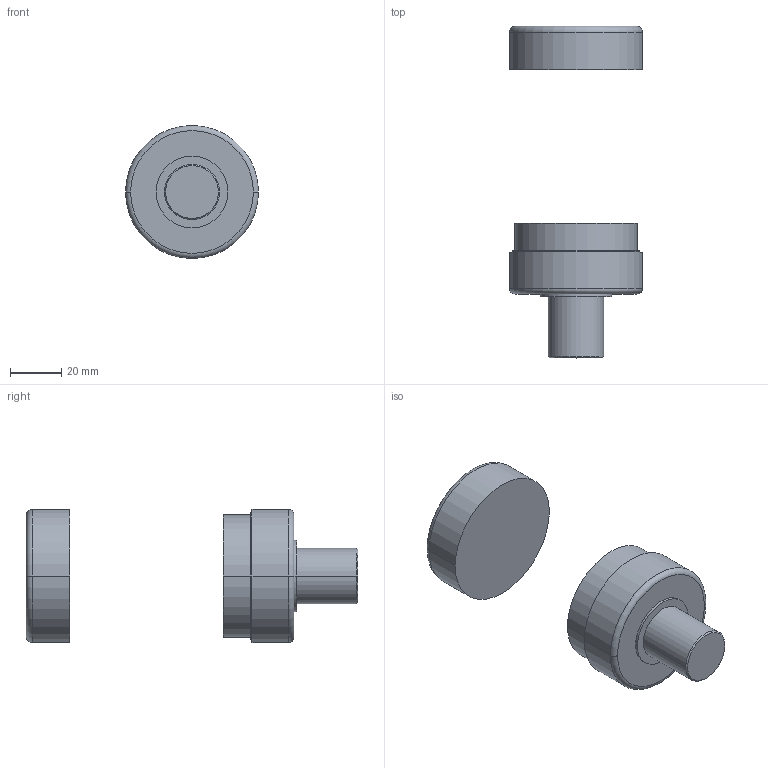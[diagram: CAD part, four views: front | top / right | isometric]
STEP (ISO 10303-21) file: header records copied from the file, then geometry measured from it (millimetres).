
FILE_DESCRIPTION(('STEP AP214'),'1');
FILE_NAME('cctmp_5F9BBCC7-E99D-4730-814A-A31BE65C761C_2023_07_24_21_31_57_0456..stp','2023-07-24T19:31:58',('SIEMENS A&D'),('CADClick - www.CADClick.com'),'Spatial InterOp 3D postprocessed',' ','unknown authorization');
FILE_SCHEMA(('AUTOMOTIVE_DESIGN'));
Length unit declared in the file: millimetre
Products named in the file (3): cc_unnamed; 2023_07_24_21_31_57_0409; 2023_07_24_21_31_57_0405
Assembly tree (2 placements, depth 2):
  cc_unnamed
    2023_07_24_21_31_57_0409
    2023_07_24_21_31_57_0405
Bounding box: 52 x 129.7 x 52 mm (x, y, z)
Volume: 99114.8 mm3; surface area: 18299.5 mm2
Topology: 2 solids, 2 shells, 390 faces, 1038 edges, 690 vertices
Faces by surface type: bspline 181, plane 175, cylinder 28, torus 4, cone 2
Entity records: 18306 total; most frequent: CARTESIAN_POINT 8518, ORIENTED_EDGE 2076, DIRECTION 1166, EDGE_CURVE 1038, VERTEX_POINT 690, LINE 610, VECTOR 610, EDGE_LOOP 428
